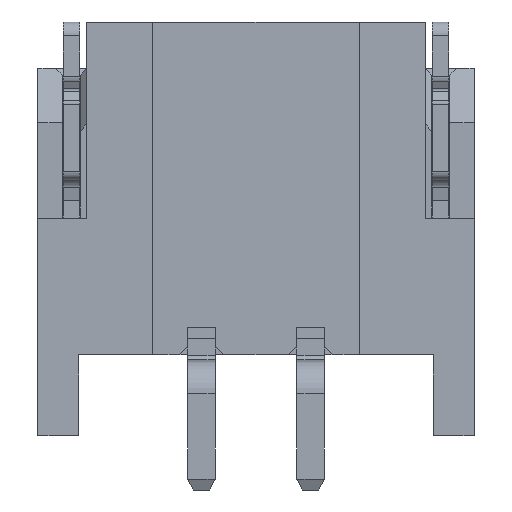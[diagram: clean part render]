
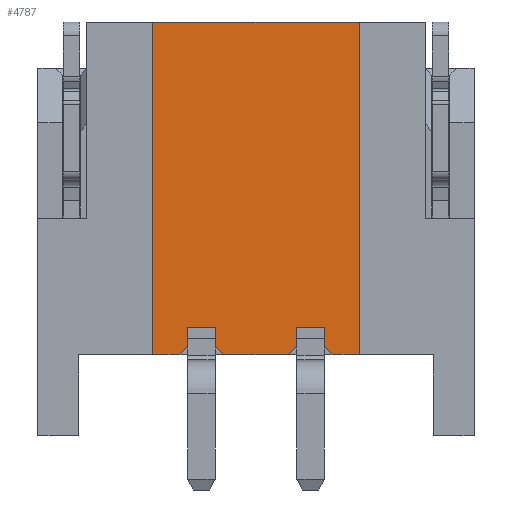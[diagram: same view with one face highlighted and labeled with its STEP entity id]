
A CAD part, front view. The second image highlights one B-rep face of the part: STEP entity #4787.
In plain terms, the highlighted planar face has unit normal (0, -1, 0).
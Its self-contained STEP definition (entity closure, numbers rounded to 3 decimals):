
#137=DIRECTION('',(-1.,0.,0.));
#138=VECTOR('',#137,1.18);
#139=CARTESIAN_POINT('',(0.59,-5.39,-6.1));
#140=LINE('',#139,#138);
#177=DIRECTION('',(-1.,0.,0.));
#178=VECTOR('',#177,0.48);
#179=CARTESIAN_POINT('',(-1.41,-5.39,-6.1));
#180=LINE('',#179,#178);
#241=DIRECTION('',(-1.,0.,0.));
#242=VECTOR('',#241,0.48);
#243=CARTESIAN_POINT('',(1.89,-5.39,-6.1));
#244=LINE('',#243,#242);
#281=DIRECTION('',(0.707,0.,0.707));
#282=VECTOR('',#281,0.212);
#283=CARTESIAN_POINT('',(0.59,-5.39,-6.1));
#284=LINE('',#283,#282);
#285=DIRECTION('',(0.707,0.,-0.707));
#286=VECTOR('',#285,0.212);
#287=CARTESIAN_POINT('',(-0.74,-5.39,-5.95));
#288=LINE('',#287,#286);
#289=DIRECTION('',(0.,0.,1.));
#290=VECTOR('',#289,0.35);
#291=CARTESIAN_POINT('',(-0.74,-5.39,-5.95));
#292=LINE('',#291,#290);
#293=DIRECTION('',(-1.,0.,0.));
#294=VECTOR('',#293,0.52);
#295=CARTESIAN_POINT('',(-0.74,-5.39,-5.6));
#296=LINE('',#295,#294);
#297=DIRECTION('',(0.,0.,1.));
#298=VECTOR('',#297,0.35);
#299=CARTESIAN_POINT('',(-1.26,-5.39,-5.95));
#300=LINE('',#299,#298);
#301=DIRECTION('',(0.707,0.,0.707));
#302=VECTOR('',#301,0.212);
#303=CARTESIAN_POINT('',(-1.41,-5.39,-6.1));
#304=LINE('',#303,#302);
#305=DIRECTION('',(0.,0.,-1.));
#306=VECTOR('',#305,6.1);
#307=CARTESIAN_POINT('',(1.89,-5.39,0.));
#308=LINE('',#307,#306);
#309=DIRECTION('',(0.707,0.,-0.707));
#310=VECTOR('',#309,0.212);
#311=CARTESIAN_POINT('',(1.26,-5.39,-5.95));
#312=LINE('',#311,#310);
#313=DIRECTION('',(0.,0.,1.));
#314=VECTOR('',#313,0.35);
#315=CARTESIAN_POINT('',(1.26,-5.39,-5.95));
#316=LINE('',#315,#314);
#317=DIRECTION('',(-1.,0.,0.));
#318=VECTOR('',#317,0.52);
#319=CARTESIAN_POINT('',(1.26,-5.39,-5.6));
#320=LINE('',#319,#318);
#321=DIRECTION('',(0.,0.,1.));
#322=VECTOR('',#321,0.35);
#323=CARTESIAN_POINT('',(0.74,-5.39,-5.95));
#324=LINE('',#323,#322);
#909=DIRECTION('',(0.,0.,-1.));
#910=VECTOR('',#909,6.1);
#911=CARTESIAN_POINT('',(-1.89,-5.39,0.));
#912=LINE('',#911,#910);
#949=DIRECTION('',(-1.,0.,0.));
#950=VECTOR('',#949,3.78);
#951=CARTESIAN_POINT('',(1.89,-5.39,0.));
#952=LINE('',#951,#950);
#3722=CARTESIAN_POINT('',(1.89,-5.39,-6.1));
#3724=VERTEX_POINT('',#3722);
#3726=CARTESIAN_POINT('',(-1.89,-5.39,-6.1));
#3728=VERTEX_POINT('',#3726);
#3730=CARTESIAN_POINT('',(1.89,-5.39,0.));
#3732=VERTEX_POINT('',#3730);
#3733=CARTESIAN_POINT('',(-1.89,-5.39,0.));
#3734=VERTEX_POINT('',#3733);
#3845=CARTESIAN_POINT('',(-0.74,-5.39,-5.6));
#3846=CARTESIAN_POINT('',(-1.26,-5.39,-5.6));
#3847=VERTEX_POINT('',#3845);
#3848=VERTEX_POINT('',#3846);
#3853=CARTESIAN_POINT('',(-1.41,-5.39,-6.1));
#3854=CARTESIAN_POINT('',(-1.26,-5.39,-5.95));
#3855=VERTEX_POINT('',#3853);
#3856=VERTEX_POINT('',#3854);
#3865=CARTESIAN_POINT('',(-0.74,-5.39,-5.95));
#3866=VERTEX_POINT('',#3865);
#3867=CARTESIAN_POINT('',(-0.59,-5.39,-6.1));
#3868=VERTEX_POINT('',#3867);
#4191=CARTESIAN_POINT('',(0.74,-5.39,-5.6));
#4193=VERTEX_POINT('',#4191);
#4195=CARTESIAN_POINT('',(1.26,-5.39,-5.6));
#4197=VERTEX_POINT('',#4195);
#4293=CARTESIAN_POINT('',(0.59,-5.39,-6.1));
#4294=CARTESIAN_POINT('',(0.74,-5.39,-5.95));
#4295=VERTEX_POINT('',#4293);
#4296=VERTEX_POINT('',#4294);
#4305=CARTESIAN_POINT('',(1.26,-5.39,-5.95));
#4306=VERTEX_POINT('',#4305);
#4307=CARTESIAN_POINT('',(1.41,-5.39,-6.1));
#4308=VERTEX_POINT('',#4307);
#4752=CARTESIAN_POINT('',(1.89,-5.39,0.));
#4753=DIRECTION('',(0.,1.,0.));
#4754=DIRECTION('',(-1.,0.,0.));
#4755=AXIS2_PLACEMENT_3D('',#4752,#4753,#4754);
#4756=PLANE('',#4755);
#4757=ORIENTED_EDGE('',*,*,#4742,.F.);
#4758=ORIENTED_EDGE('',*,*,#4640,.T.);
#4760=ORIENTED_EDGE('',*,*,#4759,.F.);
#4762=ORIENTED_EDGE('',*,*,#4761,.T.);
#4764=ORIENTED_EDGE('',*,*,#4763,.T.);
#4766=ORIENTED_EDGE('',*,*,#4765,.F.);
#4768=ORIENTED_EDGE('',*,*,#4767,.F.);
#4769=ORIENTED_EDGE('',*,*,#4678,.T.);
#4771=ORIENTED_EDGE('',*,*,#4770,.F.);
#4773=ORIENTED_EDGE('',*,*,#4772,.F.);
#4775=ORIENTED_EDGE('',*,*,#4774,.T.);
#4776=ORIENTED_EDGE('',*,*,#4710,.T.);
#4778=ORIENTED_EDGE('',*,*,#4777,.F.);
#4780=ORIENTED_EDGE('',*,*,#4779,.T.);
#4782=ORIENTED_EDGE('',*,*,#4781,.T.);
#4784=ORIENTED_EDGE('',*,*,#4783,.F.);
#4785=EDGE_LOOP('',(#4757,#4758,#4760,#4762,#4764,#4766,#4768,#4769,#4771,#4773,
#4775,#4776,#4778,#4780,#4782,#4784));
#4786=FACE_OUTER_BOUND('',#4785,.F.);
#4640=EDGE_CURVE('',#4295,#3868,#140,.T.);
#4678=EDGE_CURVE('',#3855,#3728,#180,.T.);
#4710=EDGE_CURVE('',#3724,#4308,#244,.T.);
#4742=EDGE_CURVE('',#4295,#4296,#284,.T.);
#4759=EDGE_CURVE('',#3866,#3868,#288,.T.);
#4761=EDGE_CURVE('',#3866,#3847,#292,.T.);
#4763=EDGE_CURVE('',#3847,#3848,#296,.T.);
#4765=EDGE_CURVE('',#3856,#3848,#300,.T.);
#4767=EDGE_CURVE('',#3855,#3856,#304,.T.);
#4770=EDGE_CURVE('',#3734,#3728,#912,.T.);
#4772=EDGE_CURVE('',#3732,#3734,#952,.T.);
#4774=EDGE_CURVE('',#3732,#3724,#308,.T.);
#4777=EDGE_CURVE('',#4306,#4308,#312,.T.);
#4779=EDGE_CURVE('',#4306,#4197,#316,.T.);
#4781=EDGE_CURVE('',#4197,#4193,#320,.T.);
#4783=EDGE_CURVE('',#4296,#4193,#324,.T.);
#4787=ADVANCED_FACE('',(#4786),#4756,.F.);
